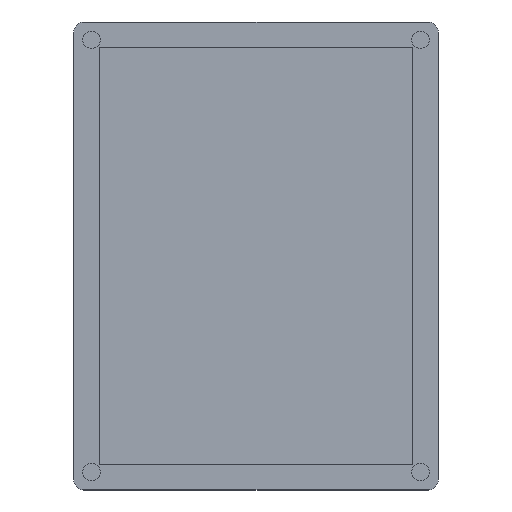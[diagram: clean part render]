
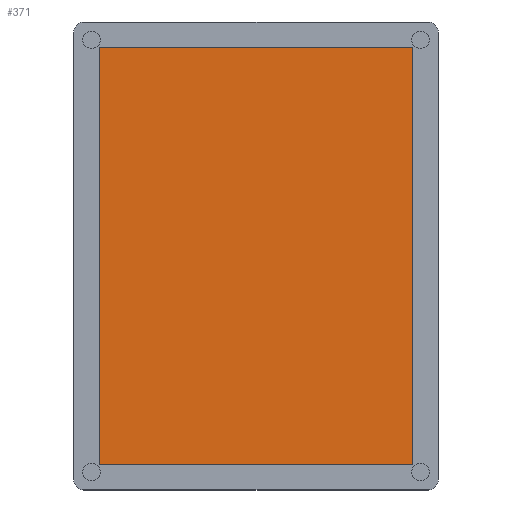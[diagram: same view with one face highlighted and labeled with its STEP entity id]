
A CAD part, top view. The second image highlights one B-rep face of the part: STEP entity #371.
In plain terms, the highlighted planar face has unit normal (0, 0, 1).
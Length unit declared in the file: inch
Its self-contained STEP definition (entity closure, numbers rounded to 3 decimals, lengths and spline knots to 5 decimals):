
#33=PLANE('',#424);
#56=FACE_OUTER_BOUND('',#84,.T.);
#84=EDGE_LOOP('',(#330,#331,#332,#333));
#108=LINE('',#623,#140);
#111=LINE('',#628,#143);
#113=LINE('',#632,#145);
#115=LINE('',#635,#147);
#140=VECTOR('',#514,0.3937);
#143=VECTOR('',#519,0.3937);
#145=VECTOR('',#523,0.3937);
#147=VECTOR('',#527,0.3937);
#194=VERTEX_POINT('',#621);
#195=VERTEX_POINT('',#622);
#196=VERTEX_POINT('',#627);
#197=VERTEX_POINT('',#631);
#236=EDGE_CURVE('',#194,#195,#108,.T.);
#239=EDGE_CURVE('',#195,#196,#111,.T.);
#241=EDGE_CURVE('',#196,#197,#113,.T.);
#243=EDGE_CURVE('',#197,#194,#115,.T.);
#330=ORIENTED_EDGE('',*,*,#236,.T.);
#331=ORIENTED_EDGE('',*,*,#239,.T.);
#332=ORIENTED_EDGE('',*,*,#241,.T.);
#333=ORIENTED_EDGE('',*,*,#243,.T.);
#371=ADVANCED_FACE('',(#56),#33,.T.);
#424=AXIS2_PLACEMENT_3D('',#640,#534,#535);
#514=DIRECTION('',(-1.,0.,0.));
#519=DIRECTION('',(0.,-1.,0.));
#523=DIRECTION('',(1.,0.,0.));
#527=DIRECTION('',(0.,1.,0.));
#534=DIRECTION('center_axis',(0.,0.,1.));
#535=DIRECTION('ref_axis',(1.,0.,0.));
#621=CARTESIAN_POINT('',(2.63415,3.43715,0.));
#622=CARTESIAN_POINT('',(0.19685,3.43715,0.));
#623=CARTESIAN_POINT('',(0.80618,3.43715,0.));
#627=CARTESIAN_POINT('',(0.19685,0.19685,0.));
#628=CARTESIAN_POINT('',(0.19685,1.00693,0.));
#631=CARTESIAN_POINT('',(2.63415,0.19685,0.));
#632=CARTESIAN_POINT('',(2.02482,0.19685,0.));
#635=CARTESIAN_POINT('',(2.63415,2.62707,0.));
#640=CARTESIAN_POINT('Origin',(1.4155,1.817,0.));
